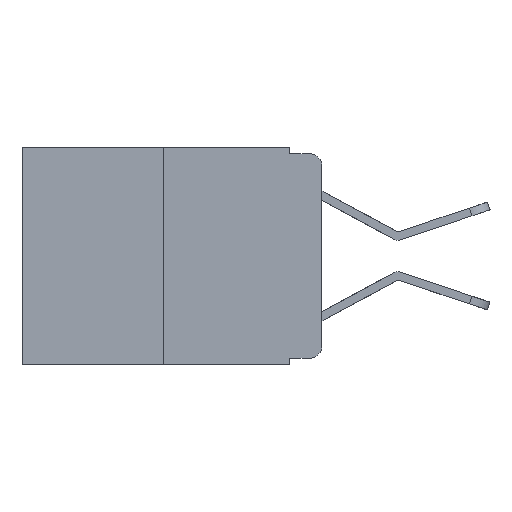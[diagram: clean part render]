
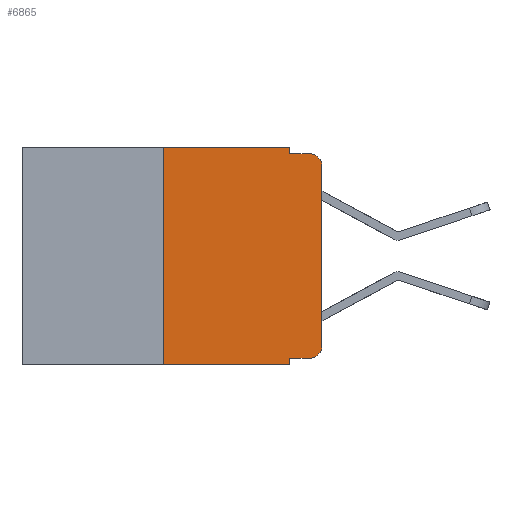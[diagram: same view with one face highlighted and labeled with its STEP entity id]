
A CAD part, left-side view. The second image highlights one B-rep face of the part: STEP entity #6865.
In plain terms, the highlighted planar face has unit normal (-1, 0, 0).
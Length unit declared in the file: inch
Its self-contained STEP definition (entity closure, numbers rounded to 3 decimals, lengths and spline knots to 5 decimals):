
#20 = ORIENTED_EDGE ( 'NONE', *, *, #18917, .F. ) ;
#169 = DIRECTION ( 'NONE',  ( 0., 0., -1. ) ) ;
#768 = EDGE_CURVE ( 'NONE', #17522, #15378, #15488, .T. ) ;
#1247 = CIRCLE ( 'NONE', #18558, 0.02 ) ;
#1306 = VECTOR ( 'NONE', #10061, 39.37008 ) ;
#1803 = ORIENTED_EDGE ( 'NONE', *, *, #13511, .T. ) ;
#1868 = LINE ( 'NONE', #18196, #1306 ) ;
#2069 = VECTOR ( 'NONE', #19490, 39.37008 ) ;
#2790 = CARTESIAN_POINT ( 'NONE',  ( 0., 0.02, -0.01 ) ) ;
#2810 = CARTESIAN_POINT ( 'NONE',  ( 0., 0.02, -0.313 ) ) ;
#3110 = LINE ( 'NONE', #16536, #15772 ) ;
#3148 = CARTESIAN_POINT ( 'NONE',  ( 0., 0.25, 0. ) ) ;
#3305 = VERTEX_POINT ( 'NONE', #2790 ) ;
#3666 = ORIENTED_EDGE ( 'NONE', *, *, #20524, .F. ) ;
#3696 = VERTEX_POINT ( 'NONE', #17379 ) ;
#3901 = LINE ( 'NONE', #9201, #20753 ) ;
#4305 = CARTESIAN_POINT ( 'NONE',  ( 0., 0., -0.03 ) ) ;
#4458 = CARTESIAN_POINT ( 'NONE',  ( 0., 0.051, -0.01 ) ) ;
#4522 = DIRECTION ( 'NONE',  ( 0., 0., -1. ) ) ;
#5212 = DIRECTION ( 'NONE',  ( 0., 0., 1. ) ) ;
#5491 = CARTESIAN_POINT ( 'NONE',  ( 0., 0.051, -0.333 ) ) ;
#5848 = CARTESIAN_POINT ( 'NONE',  ( 0., 0.02, -0.333 ) ) ;
#6377 = VERTEX_POINT ( 'NONE', #10355 ) ;
#6737 = EDGE_LOOP ( 'NONE', ( #12114, #13662, #20, #19523, #3666, #13984, #14258, #16820, #17814, #1803 ) ) ;
#6865 = ADVANCED_FACE ( 'NONE', ( #15711 ), #8609, .F. ) ;
#7612 = VERTEX_POINT ( 'NONE', #5848 ) ;
#8069 = CARTESIAN_POINT ( 'NONE',  ( 0., 0., -0.313 ) ) ;
#8467 = CIRCLE ( 'NONE', #8628, 0.02 ) ;
#8609 = PLANE ( 'NONE',  #8805 ) ;
#8628 = AXIS2_PLACEMENT_3D ( 'NONE', #2810, #14410, #4522 ) ;
#8805 = AXIS2_PLACEMENT_3D ( 'NONE', #19990, #10256, #169 ) ;
#9201 = CARTESIAN_POINT ( 'NONE',  ( 0., 0.051, 0. ) ) ;
#9341 = CARTESIAN_POINT ( 'NONE',  ( 0., 0.02, -0.03 ) ) ;
#9475 = VECTOR ( 'NONE', #12053, 39.37008 ) ;
#9597 = VERTEX_POINT ( 'NONE', #16086 ) ;
#10061 = DIRECTION ( 'NONE',  ( 0., 0., -1. ) ) ;
#10256 = DIRECTION ( 'NONE',  ( 1., 0., 0. ) ) ;
#10355 = CARTESIAN_POINT ( 'NONE',  ( 0., 0.25, -0.343 ) ) ;
#11002 = DIRECTION ( 'NONE',  ( 0., 0., -1. ) ) ;
#11088 = DIRECTION ( 'NONE',  ( 0., -1., 0. ) ) ;
#11201 = VECTOR ( 'NONE', #20926, 39.37008 ) ;
#11234 = CARTESIAN_POINT ( 'NONE',  ( 0., 0.473, 0. ) ) ;
#11636 = DIRECTION ( 'NONE',  ( 0., -1., 0. ) ) ;
#12053 = DIRECTION ( 'NONE',  ( 0., -1., 0. ) ) ;
#12114 = ORIENTED_EDGE ( 'NONE', *, *, #768, .T. ) ;
#12483 = CARTESIAN_POINT ( 'NONE',  ( 0., 0., 0. ) ) ;
#13477 = VERTEX_POINT ( 'NONE', #14257 ) ;
#13511 = EDGE_CURVE ( 'NONE', #7612, #17522, #8467, .T. ) ;
#13565 = VERTEX_POINT ( 'NONE', #17727 ) ;
#13662 = ORIENTED_EDGE ( 'NONE', *, *, #21037, .T. ) ;
#13928 = VECTOR ( 'NONE', #11088, 39.37008 ) ;
#13984 = ORIENTED_EDGE ( 'NONE', *, *, #16798, .F. ) ;
#14175 = DIRECTION ( 'NONE',  ( 0., 0., -1. ) ) ;
#14257 = CARTESIAN_POINT ( 'NONE',  ( 0., 0.051, -0.01 ) ) ;
#14258 = ORIENTED_EDGE ( 'NONE', *, *, #18131, .T. ) ;
#14410 = DIRECTION ( 'NONE',  ( -1., 0., 0. ) ) ;
#14461 = VECTOR ( 'NONE', #5212, 39.37008 ) ;
#14608 = EDGE_CURVE ( 'NONE', #20536, #7612, #18170, .T. ) ;
#15327 = LINE ( 'NONE', #3148, #2069 ) ;
#15378 = VERTEX_POINT ( 'NONE', #4305 ) ;
#15488 = LINE ( 'NONE', #12483, #14461 ) ;
#15711 = FACE_OUTER_BOUND ( 'NONE', #6737, .T. ) ;
#15713 = EDGE_CURVE ( 'NONE', #20536, #13565, #1868, .T. ) ;
#15772 = VECTOR ( 'NONE', #11636, 39.37008 ) ;
#16086 = CARTESIAN_POINT ( 'NONE',  ( 0., 0.25, 0. ) ) ;
#16097 = LINE ( 'NONE', #11234, #11201 ) ;
#16536 = CARTESIAN_POINT ( 'NONE',  ( 0., 0.473, -0.343 ) ) ;
#16798 = EDGE_CURVE ( 'NONE', #6377, #9597, #15327, .T. ) ;
#16820 = ORIENTED_EDGE ( 'NONE', *, *, #15713, .F. ) ;
#17379 = CARTESIAN_POINT ( 'NONE',  ( 0., 0.051, 0. ) ) ;
#17522 = VERTEX_POINT ( 'NONE', #8069 ) ;
#17727 = CARTESIAN_POINT ( 'NONE',  ( 0., 0.051, -0.343 ) ) ;
#17814 = ORIENTED_EDGE ( 'NONE', *, *, #14608, .T. ) ;
#17856 = EDGE_CURVE ( 'NONE', #3696, #13477, #3901, .T. ) ;
#18131 = EDGE_CURVE ( 'NONE', #6377, #13565, #3110, .T. ) ;
#18170 = LINE ( 'NONE', #5491, #9475 ) ;
#18196 = CARTESIAN_POINT ( 'NONE',  ( 0., 0.051, 0. ) ) ;
#18558 = AXIS2_PLACEMENT_3D ( 'NONE', #9341, #20692, #11002 ) ;
#18917 = EDGE_CURVE ( 'NONE', #13477, #3305, #19233, .T. ) ;
#19233 = LINE ( 'NONE', #4458, #13928 ) ;
#19490 = DIRECTION ( 'NONE',  ( 0., 0., 1. ) ) ;
#19523 = ORIENTED_EDGE ( 'NONE', *, *, #17856, .F. ) ;
#19990 = CARTESIAN_POINT ( 'NONE',  ( 0., 0.473, 0. ) ) ;
#20524 = EDGE_CURVE ( 'NONE', #9597, #3696, #16097, .T. ) ;
#20536 = VERTEX_POINT ( 'NONE', #20996 ) ;
#20692 = DIRECTION ( 'NONE',  ( -1., 0., 0. ) ) ;
#20753 = VECTOR ( 'NONE', #14175, 39.37008 ) ;
#20926 = DIRECTION ( 'NONE',  ( 0., -1., 0. ) ) ;
#20996 = CARTESIAN_POINT ( 'NONE',  ( 0., 0.051, -0.333 ) ) ;
#21037 = EDGE_CURVE ( 'NONE', #15378, #3305, #1247, .T. ) ;
